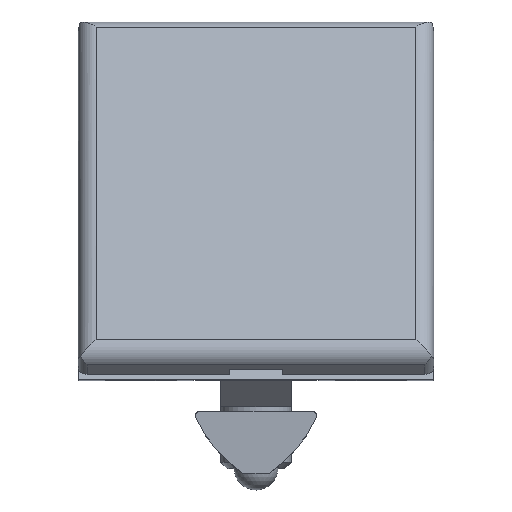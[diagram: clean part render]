
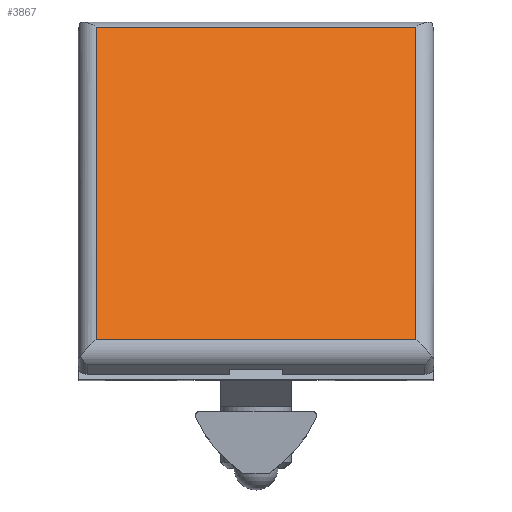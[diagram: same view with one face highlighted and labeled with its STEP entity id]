
A CAD part, top view. The second image highlights one B-rep face of the part: STEP entity #3867.
In plain terms, the highlighted face is planar.
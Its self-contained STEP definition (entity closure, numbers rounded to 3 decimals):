
#308=FACE_OUTER_BOUND('',#523,.T.);
#523=EDGE_LOOP('',(#2646,#2647,#2648,#2649));
#783=LINE('',#5800,#1203);
#785=LINE('',#5834,#1205);
#802=LINE('',#5891,#1222);
#803=LINE('',#5905,#1223);
#1203=VECTOR('',#4646,1000.);
#1205=VECTOR('',#4654,1000.);
#1222=VECTOR('',#4695,1000.);
#1223=VECTOR('',#4698,1000.);
#1623=VERTEX_POINT('',#5797);
#1624=VERTEX_POINT('',#5799);
#1630=VERTEX_POINT('',#5831);
#1631=VERTEX_POINT('',#5833);
#2011=EDGE_CURVE('',#1624,#1623,#783,.T.);
#2018=EDGE_CURVE('',#1630,#1631,#785,.T.);
#2046=EDGE_CURVE('',#1631,#1623,#802,.T.);
#2049=EDGE_CURVE('',#1630,#1624,#803,.T.);
#2646=ORIENTED_EDGE('',*,*,#2011,.T.);
#2647=ORIENTED_EDGE('',*,*,#2046,.F.);
#2648=ORIENTED_EDGE('',*,*,#2018,.F.);
#2649=ORIENTED_EDGE('',*,*,#2049,.T.);
#3709=PLANE('',#4258);
#3867=ADVANCED_FACE('',(#308),#3709,.F.);
#4258=AXIS2_PLACEMENT_3D('',#5906,#4699,#4700);
#4646=DIRECTION('',(0.,0.,-1.));
#4654=DIRECTION('',(0.,0.,-1.));
#4695=DIRECTION('',(-1.,0.,0.));
#4698=DIRECTION('',(-1.,0.,0.));
#4699=DIRECTION('center_axis',(0.,1.,0.));
#4700=DIRECTION('ref_axis',(0.,0.,1.));
#5797=CARTESIAN_POINT('',(-25.1,0.,-18.05));
#5799=CARTESIAN_POINT('',(-25.1,0.,18.05));
#5800=CARTESIAN_POINT('',(-25.1,0.,20.05));
#5831=CARTESIAN_POINT('',(24.9,0.,18.05));
#5833=CARTESIAN_POINT('',(24.9,0.,-18.05));
#5834=CARTESIAN_POINT('',(24.9,0.,20.05));
#5891=CARTESIAN_POINT('',(27.1,0.,-18.05));
#5905=CARTESIAN_POINT('',(27.1,0.,18.05));
#5906=CARTESIAN_POINT('Origin',(-25.1,0.,20.05));
